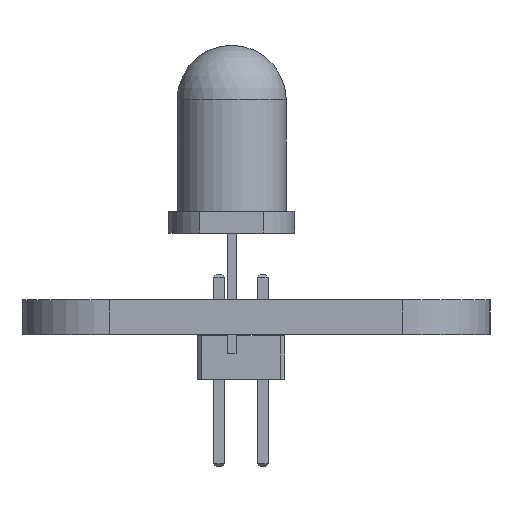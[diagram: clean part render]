
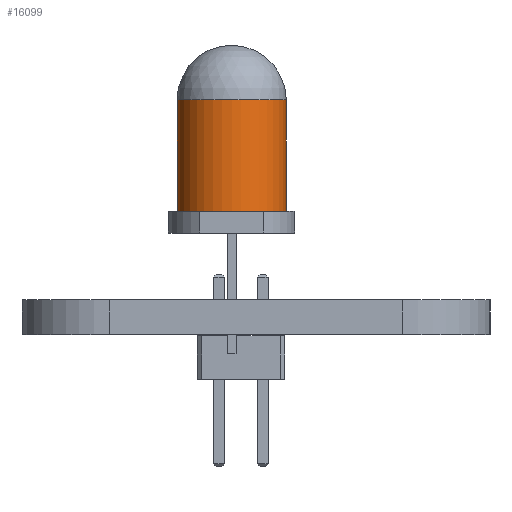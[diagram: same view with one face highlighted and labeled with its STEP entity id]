
A CAD part, left-side view. The second image highlights one B-rep face of the part: STEP entity #16099.
In plain terms, the highlighted cylindrical face has radius 2.5 mm (diameter 5 mm), a full revolution.
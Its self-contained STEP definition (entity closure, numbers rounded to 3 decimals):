
#15998 = VERTEX_POINT('',#15999);
#15999 = CARTESIAN_POINT('',(4.405,0.,9.1));
#16009 = SPHERICAL_SURFACE('',#16010,2.5);
#16010 = AXIS2_PLACEMENT_3D('',#16011,#16012,#16013);
#16011 = CARTESIAN_POINT('',(1.905,0.,9.1));
#16012 = DIRECTION('',(0.,0.,1.));
#16013 = DIRECTION('',(1.,0.,0.));
#16073 = EDGE_CURVE('',#15998,#15998,#16074,.T.);
#16074 = SURFACE_CURVE('',#16075,(#16080,#16087),.PCURVE_S1.);
#16075 = CIRCLE('',#16076,2.5);
#16076 = AXIS2_PLACEMENT_3D('',#16077,#16078,#16079);
#16077 = CARTESIAN_POINT('',(1.905,0.,9.1));
#16078 = DIRECTION('',(0.,0.,-1.));
#16079 = DIRECTION('',(1.,0.,0.));
#16080 = PCURVE('',#16009,#16081);
#16081 = DEFINITIONAL_REPRESENTATION('',(#16082),#16086);
#16082 = LINE('',#16083,#16084);
#16083 = CARTESIAN_POINT('',(6.283,0.));
#16084 = VECTOR('',#16085,1.);
#16085 = DIRECTION('',(-1.,0.));
#16086 = ( GEOMETRIC_REPRESENTATION_CONTEXT(2) 
PARAMETRIC_REPRESENTATION_CONTEXT() REPRESENTATION_CONTEXT('2D SPACE',''
  ) );
#16087 = PCURVE('',#16088,#16093);
#16088 = CYLINDRICAL_SURFACE('',#16089,2.5);
#16089 = AXIS2_PLACEMENT_3D('',#16090,#16091,#16092);
#16090 = CARTESIAN_POINT('',(1.905,0.,9.1));
#16091 = DIRECTION('',(0.,0.,-1.));
#16092 = DIRECTION('',(1.,0.,0.));
#16093 = DEFINITIONAL_REPRESENTATION('',(#16094),#16098);
#16094 = LINE('',#16095,#16096);
#16095 = CARTESIAN_POINT('',(0.,0.));
#16096 = VECTOR('',#16097,1.);
#16097 = DIRECTION('',(1.,0.));
#16098 = ( GEOMETRIC_REPRESENTATION_CONTEXT(2) 
PARAMETRIC_REPRESENTATION_CONTEXT() REPRESENTATION_CONTEXT('2D SPACE',''
  ) );
#16099 = ADVANCED_FACE('',(#16100),#16088,.T.);
#16100 = FACE_BOUND('',#16101,.T.);
#16101 = EDGE_LOOP('',(#16102,#16125,#16126,#16127,#16156));
#16102 = ORIENTED_EDGE('',*,*,#16103,.F.);
#16103 = EDGE_CURVE('',#15998,#16104,#16106,.T.);
#16104 = VERTEX_POINT('',#16105);
#16105 = CARTESIAN_POINT('',(4.405,0.,4.));
#16106 = SEAM_CURVE('',#16107,(#16111,#16118),.PCURVE_S1.);
#16107 = LINE('',#16108,#16109);
#16108 = CARTESIAN_POINT('',(4.405,0.,9.1));
#16109 = VECTOR('',#16110,1.);
#16110 = DIRECTION('',(0.,0.,-1.));
#16111 = PCURVE('',#16088,#16112);
#16112 = DEFINITIONAL_REPRESENTATION('',(#16113),#16117);
#16113 = LINE('',#16114,#16115);
#16114 = CARTESIAN_POINT('',(0.,0.));
#16115 = VECTOR('',#16116,1.);
#16116 = DIRECTION('',(0.,1.));
#16117 = ( GEOMETRIC_REPRESENTATION_CONTEXT(2) 
PARAMETRIC_REPRESENTATION_CONTEXT() REPRESENTATION_CONTEXT('2D SPACE',''
  ) );
#16118 = PCURVE('',#16088,#16119);
#16119 = DEFINITIONAL_REPRESENTATION('',(#16120),#16124);
#16120 = LINE('',#16121,#16122);
#16121 = CARTESIAN_POINT('',(6.283,0.));
#16122 = VECTOR('',#16123,1.);
#16123 = DIRECTION('',(0.,1.));
#16124 = ( GEOMETRIC_REPRESENTATION_CONTEXT(2) 
PARAMETRIC_REPRESENTATION_CONTEXT() REPRESENTATION_CONTEXT('2D SPACE',''
  ) );
#16125 = ORIENTED_EDGE('',*,*,#16073,.T.);
#16126 = ORIENTED_EDGE('',*,*,#16103,.T.);
#16127 = ORIENTED_EDGE('',*,*,#16128,.F.);
#16128 = EDGE_CURVE('',#16129,#16104,#16131,.T.);
#16129 = VERTEX_POINT('',#16130);
#16130 = CARTESIAN_POINT('',(-0.595,0.,4.));
#16131 = SURFACE_CURVE('',#16132,(#16137,#16144),.PCURVE_S1.);
#16132 = CIRCLE('',#16133,2.5);
#16133 = AXIS2_PLACEMENT_3D('',#16134,#16135,#16136);
#16134 = CARTESIAN_POINT('',(1.905,0.,4.));
#16135 = DIRECTION('',(0.,0.,-1.));
#16136 = DIRECTION('',(1.,0.,0.));
#16137 = PCURVE('',#16088,#16138);
#16138 = DEFINITIONAL_REPRESENTATION('',(#16139),#16143);
#16139 = LINE('',#16140,#16141);
#16140 = CARTESIAN_POINT('',(0.,5.1));
#16141 = VECTOR('',#16142,1.);
#16142 = DIRECTION('',(1.,0.));
#16143 = ( GEOMETRIC_REPRESENTATION_CONTEXT(2) 
PARAMETRIC_REPRESENTATION_CONTEXT() REPRESENTATION_CONTEXT('2D SPACE',''
  ) );
#16144 = PCURVE('',#16145,#16150);
#16145 = PLANE('',#16146);
#16146 = AXIS2_PLACEMENT_3D('',#16147,#16148,#16149);
#16147 = CARTESIAN_POINT('',(-0.595,-1.47,4.));
#16148 = DIRECTION('',(0.,0.,-1.));
#16149 = DIRECTION('',(-1.,0.,0.));
#16150 = DEFINITIONAL_REPRESENTATION('',(#16151),#16155);
#16151 = CIRCLE('',#16152,2.5);
#16152 = AXIS2_PLACEMENT_2D('',#16153,#16154);
#16153 = CARTESIAN_POINT('',(-2.5,1.47));
#16154 = DIRECTION('',(-1.,0.));
#16155 = ( GEOMETRIC_REPRESENTATION_CONTEXT(2) 
PARAMETRIC_REPRESENTATION_CONTEXT() REPRESENTATION_CONTEXT('2D SPACE',''
  ) );
#16156 = ORIENTED_EDGE('',*,*,#16157,.F.);
#16157 = EDGE_CURVE('',#16104,#16129,#16158,.T.);
#16158 = SURFACE_CURVE('',#16159,(#16164,#16171),.PCURVE_S1.);
#16159 = CIRCLE('',#16160,2.5);
#16160 = AXIS2_PLACEMENT_3D('',#16161,#16162,#16163);
#16161 = CARTESIAN_POINT('',(1.905,0.,4.));
#16162 = DIRECTION('',(0.,0.,-1.));
#16163 = DIRECTION('',(1.,0.,0.));
#16164 = PCURVE('',#16088,#16165);
#16165 = DEFINITIONAL_REPRESENTATION('',(#16166),#16170);
#16166 = LINE('',#16167,#16168);
#16167 = CARTESIAN_POINT('',(0.,5.1));
#16168 = VECTOR('',#16169,1.);
#16169 = DIRECTION('',(1.,0.));
#16170 = ( GEOMETRIC_REPRESENTATION_CONTEXT(2) 
PARAMETRIC_REPRESENTATION_CONTEXT() REPRESENTATION_CONTEXT('2D SPACE',''
  ) );
#16171 = PCURVE('',#16145,#16172);
#16172 = DEFINITIONAL_REPRESENTATION('',(#16173),#16177);
#16173 = CIRCLE('',#16174,2.5);
#16174 = AXIS2_PLACEMENT_2D('',#16175,#16176);
#16175 = CARTESIAN_POINT('',(-2.5,1.47));
#16176 = DIRECTION('',(-1.,0.));
#16177 = ( GEOMETRIC_REPRESENTATION_CONTEXT(2) 
PARAMETRIC_REPRESENTATION_CONTEXT() REPRESENTATION_CONTEXT('2D SPACE',''
  ) );
